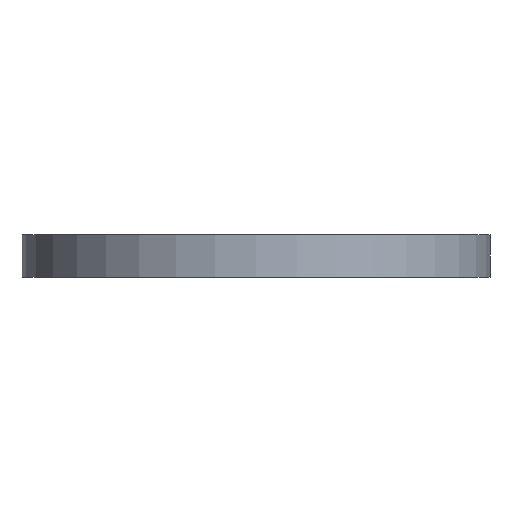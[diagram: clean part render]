
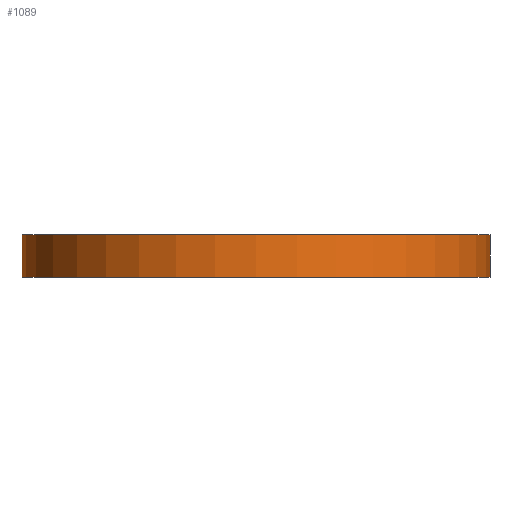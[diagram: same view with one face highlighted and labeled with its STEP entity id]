
A CAD part, left-side view. The second image highlights one B-rep face of the part: STEP entity #1089.
In plain terms, the highlighted cylindrical face has radius 5.5 mm (diameter 11 mm), a partial arc.
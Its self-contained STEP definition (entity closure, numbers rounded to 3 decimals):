
#59=CIRCLE('',#1190,5.5);
#62=CIRCLE('',#1197,5.5);
#82=CYLINDRICAL_SURFACE('',#1196,5.5);
#135=FACE_OUTER_BOUND('',#193,.T.);
#193=EDGE_LOOP('',(#947,#948,#949,#950));
#309=LINE('',#1805,#425);
#314=LINE('',#1816,#430);
#425=VECTOR('',#1487,10.);
#430=VECTOR('',#1498,10.);
#527=VERTEX_POINT('',#1795);
#528=VERTEX_POINT('',#1796);
#531=VERTEX_POINT('',#1804);
#534=VERTEX_POINT('',#1814);
#679=EDGE_CURVE('',#527,#528,#59,.T.);
#683=EDGE_CURVE('',#531,#528,#309,.T.);
#689=EDGE_CURVE('',#527,#534,#314,.T.);
#690=EDGE_CURVE('',#531,#534,#62,.T.);
#947=ORIENTED_EDGE('',*,*,#689,.T.);
#948=ORIENTED_EDGE('',*,*,#690,.F.);
#949=ORIENTED_EDGE('',*,*,#683,.T.);
#950=ORIENTED_EDGE('',*,*,#679,.F.);
#1089=ADVANCED_FACE('',(#135),#82,.T.);
#1190=AXIS2_PLACEMENT_3D('',#1797,#1479,#1480);
#1196=AXIS2_PLACEMENT_3D('',#1817,#1499,#1500);
#1197=AXIS2_PLACEMENT_3D('',#1818,#1501,#1502);
#1479=DIRECTION('center_axis',(0.,0.,-1.));
#1480=DIRECTION('ref_axis',(0.,1.,0.));
#1487=DIRECTION('',(0.,0.,-1.));
#1498=DIRECTION('',(0.,0.,1.));
#1499=DIRECTION('center_axis',(0.,0.,1.));
#1500=DIRECTION('ref_axis',(0.,1.,0.));
#1501=DIRECTION('center_axis',(0.,0.,1.));
#1502=DIRECTION('ref_axis',(0.,1.,0.));
#1795=CARTESIAN_POINT('',(-3.,-5.5,-0.5));
#1796=CARTESIAN_POINT('',(-3.,5.5,-0.5));
#1797=CARTESIAN_POINT('Origin',(-3.,0.,-0.5));
#1804=CARTESIAN_POINT('',(-3.,5.5,0.5));
#1805=CARTESIAN_POINT('',(-3.,5.5,0.));
#1814=CARTESIAN_POINT('',(-3.,-5.5,0.5));
#1816=CARTESIAN_POINT('',(-3.,-5.5,0.));
#1817=CARTESIAN_POINT('Origin',(-3.,0.,0.));
#1818=CARTESIAN_POINT('Origin',(-3.,0.,0.5));
